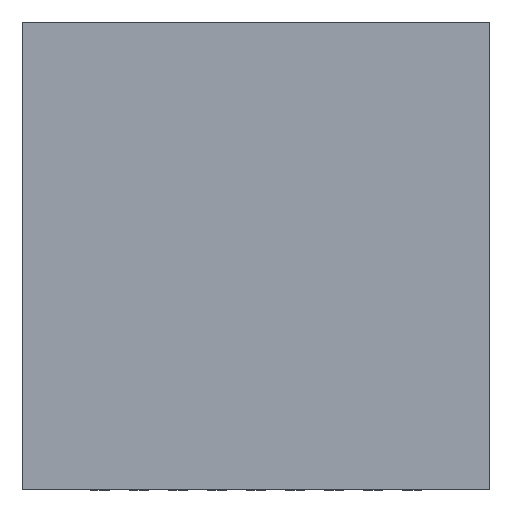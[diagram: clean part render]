
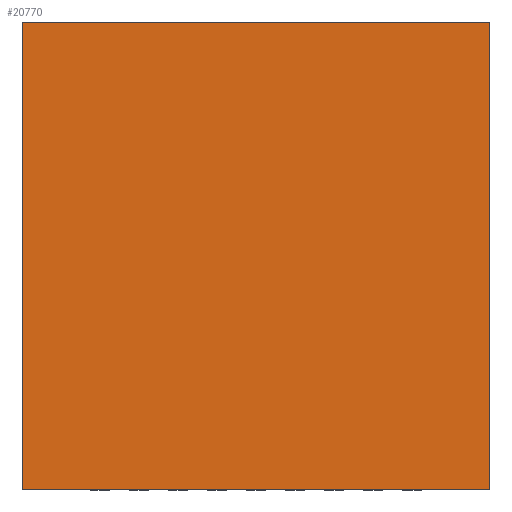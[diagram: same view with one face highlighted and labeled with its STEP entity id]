
A CAD part, top view. The second image highlights one B-rep face of the part: STEP entity #20770.
In plain terms, the highlighted face is planar.
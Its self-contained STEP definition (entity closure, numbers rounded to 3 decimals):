
#15837=DIRECTION('',(0.,0.,1.));
#15838=VECTOR('',#15837,6.);
#15839=CARTESIAN_POINT('',(-3.,0.975,-3.));
#15840=LINE('',#15839,#15838);
#15844=DIRECTION('',(-1.,0.,0.));
#15845=VECTOR('',#15844,6.);
#15846=CARTESIAN_POINT('',(3.,0.975,-3.));
#15847=LINE('',#15846,#15845);
#15851=DIRECTION('',(0.,0.,-1.));
#15852=VECTOR('',#15851,6.);
#15853=CARTESIAN_POINT('',(3.,0.975,3.));
#15854=LINE('',#15853,#15852);
#15858=DIRECTION('',(1.,0.,0.));
#15859=VECTOR('',#15858,6.);
#15860=CARTESIAN_POINT('',(-3.,0.975,3.));
#15861=LINE('',#15860,#15859);
#17255=CARTESIAN_POINT('',(-3.,0.975,-3.));
#17256=CARTESIAN_POINT('',(-3.,0.975,3.));
#17257=VERTEX_POINT('',#17255);
#17258=VERTEX_POINT('',#17256);
#17259=CARTESIAN_POINT('',(3.,0.975,3.));
#17260=VERTEX_POINT('',#17259);
#17261=CARTESIAN_POINT('',(3.,0.975,-3.));
#17262=VERTEX_POINT('',#17261);
#20759=CARTESIAN_POINT('',(0.,0.975,0.));
#20760=DIRECTION('',(0.,1.,0.));
#20761=DIRECTION('',(1.,0.,0.));
#20762=AXIS2_PLACEMENT_3D('',#20759,#20760,#20761);
#20763=PLANE('',#20762);
#20764=ORIENTED_EDGE('',*,*,#18793,.F.);
#20765=ORIENTED_EDGE('',*,*,#18962,.F.);
#20766=ORIENTED_EDGE('',*,*,#19804,.F.);
#20767=ORIENTED_EDGE('',*,*,#20589,.F.);
#20768=EDGE_LOOP('',(#20764,#20765,#20766,#20767));
#20769=FACE_OUTER_BOUND('',#20768,.F.);
#18793=EDGE_CURVE('',#17257,#17258,#15840,.T.);
#18962=EDGE_CURVE('',#17262,#17257,#15847,.T.);
#19804=EDGE_CURVE('',#17260,#17262,#15854,.T.);
#20589=EDGE_CURVE('',#17258,#17260,#15861,.T.);
#20770=ADVANCED_FACE('',(#20769),#20763,.T.);
